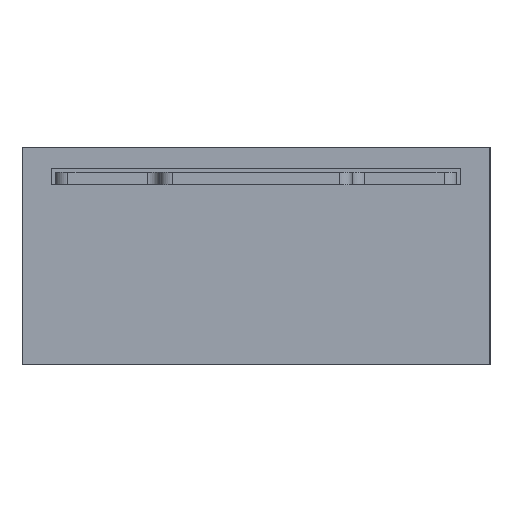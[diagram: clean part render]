
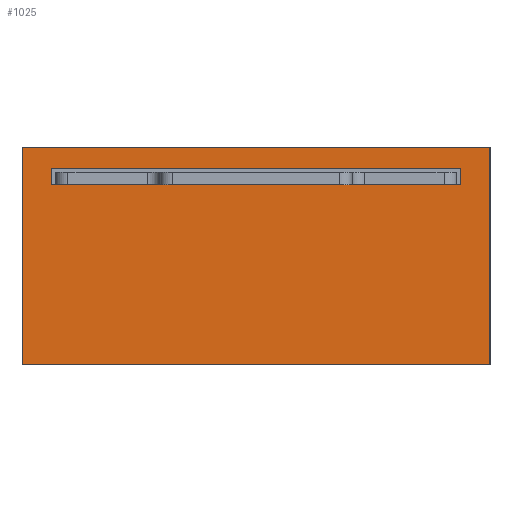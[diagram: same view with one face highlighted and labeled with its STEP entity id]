
A CAD part, left-side view. The second image highlights one B-rep face of the part: STEP entity #1025.
In plain terms, the highlighted planar face has unit normal (-1, 0, 0).
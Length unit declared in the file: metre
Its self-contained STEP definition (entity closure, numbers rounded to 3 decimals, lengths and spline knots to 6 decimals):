
#186=ORIENTED_EDGE('',*,*,#404,.F.);
#187=ORIENTED_EDGE('',*,*,#405,.T.);
#188=ORIENTED_EDGE('',*,*,#406,.T.);
#189=ORIENTED_EDGE('',*,*,#407,.F.);
#190=ORIENTED_EDGE('',*,*,#408,.F.);
#191=ORIENTED_EDGE('',*,*,#409,.T.);
#192=ORIENTED_EDGE('',*,*,#410,.T.);
#193=ORIENTED_EDGE('',*,*,#411,.F.);
#404=EDGE_CURVE('',#524,#525,#624,.T.);
#405=EDGE_CURVE('',#524,#526,#625,.T.);
#406=EDGE_CURVE('',#526,#527,#626,.T.);
#407=EDGE_CURVE('',#525,#527,#627,.T.);
#408=EDGE_CURVE('',#528,#529,#628,.T.);
#409=EDGE_CURVE('',#528,#530,#629,.T.);
#410=EDGE_CURVE('',#530,#531,#630,.T.);
#411=EDGE_CURVE('',#529,#531,#631,.T.);
#524=VERTEX_POINT('',#1585);
#525=VERTEX_POINT('',#1586);
#526=VERTEX_POINT('',#1588);
#527=VERTEX_POINT('',#1590);
#528=VERTEX_POINT('',#1593);
#529=VERTEX_POINT('',#1594);
#530=VERTEX_POINT('',#1596);
#531=VERTEX_POINT('',#1598);
#624=LINE('',#1584,#746);
#625=LINE('',#1587,#747);
#626=LINE('',#1589,#748);
#627=LINE('',#1591,#749);
#628=LINE('',#1592,#750);
#629=LINE('',#1595,#751);
#630=LINE('',#1597,#752);
#631=LINE('',#1599,#753);
#746=VECTOR('',#1305,1.);
#747=VECTOR('',#1306,1.);
#748=VECTOR('',#1307,1.);
#749=VECTOR('',#1308,1.);
#750=VECTOR('',#1309,1.);
#751=VECTOR('',#1310,1.);
#752=VECTOR('',#1311,1.);
#753=VECTOR('',#1312,1.);
#842=EDGE_LOOP('',(#186,#187,#188,#189));
#843=EDGE_LOOP('',(#190,#191,#192,#193));
#914=FACE_BOUND('',#842,.T.);
#915=FACE_BOUND('',#843,.T.);
#972=PLANE('',#1124);
#1025=ADVANCED_FACE('',(#914,#915),#972,.T.);
#1124=AXIS2_PLACEMENT_3D('',#1583,#1303,#1304);
#1303=DIRECTION('',(-1.,0.,0.));
#1304=DIRECTION('',(0.,-1.,0.));
#1305=DIRECTION('',(0.,0.,-1.));
#1306=DIRECTION('',(0.,1.,0.));
#1307=DIRECTION('',(0.,0.,-1.));
#1308=DIRECTION('',(0.,1.,0.));
#1309=DIRECTION('',(0.,1.,0.));
#1310=DIRECTION('',(0.,0.,-1.));
#1311=DIRECTION('',(0.,1.,0.));
#1312=DIRECTION('',(0.,0.,-1.));
#1583=CARTESIAN_POINT('',(0.,0.0575,0.005));
#1584=CARTESIAN_POINT('',(0.,0.,0.005));
#1585=CARTESIAN_POINT('',(0.,0.,0.052));
#1586=CARTESIAN_POINT('',(0.,0.,0.));
#1587=CARTESIAN_POINT('',(0.,0.1085,0.052));
#1588=CARTESIAN_POINT('',(0.,0.112,0.052));
#1589=CARTESIAN_POINT('',(0.,0.112,0.005));
#1590=CARTESIAN_POINT('',(0.,0.112,0.));
#1591=CARTESIAN_POINT('',(0.,0.0575,0.));
#1592=CARTESIAN_POINT('',(0.,0.1085,0.047));
#1593=CARTESIAN_POINT('',(0.,0.007,0.047));
#1594=CARTESIAN_POINT('',(0.,0.105,0.047));
#1595=CARTESIAN_POINT('',(0.,0.007,0.047));
#1596=CARTESIAN_POINT('',(0.,0.007,0.043));
#1597=CARTESIAN_POINT('',(0.,0.0575,0.043));
#1598=CARTESIAN_POINT('',(0.,0.105,0.043));
#1599=CARTESIAN_POINT('',(0.,0.105,0.047));
